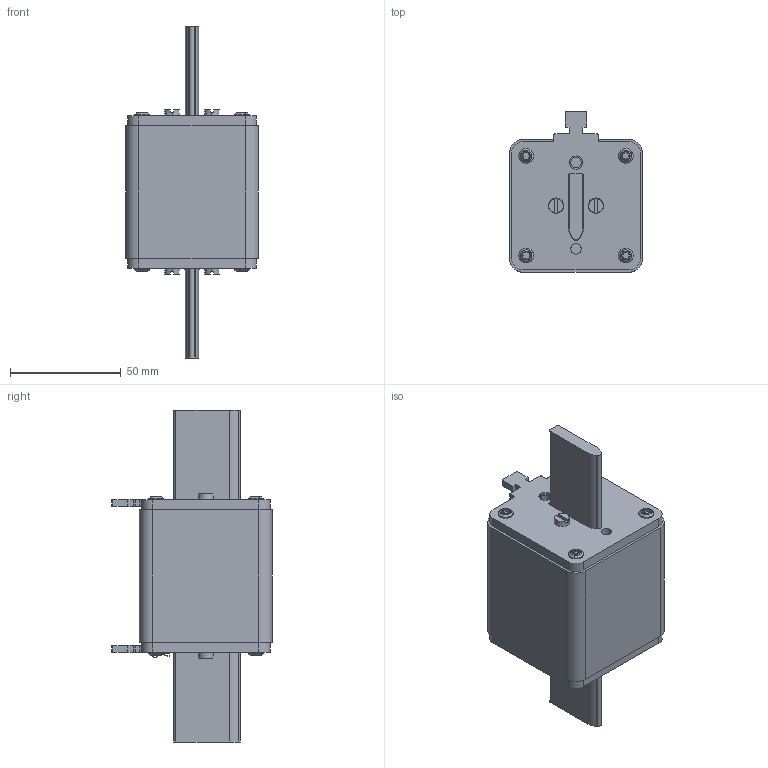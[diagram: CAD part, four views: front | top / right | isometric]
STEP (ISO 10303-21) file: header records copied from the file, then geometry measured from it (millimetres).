
FILE_DESCRIPTION((''),'2;1');
FILE_NAME('NV2_DC_1000V','2019-09-17T',('blaz.herman'),('Audax d.o.o.'),'CREO PARAMETRIC BY PTC INC, 2017480','CREO PARAMETRIC BY PTC INC, 2017480','');
FILE_SCHEMA(('CONFIG_CONTROL_DESIGN'));
Length unit declared in the file: millimetre
Products named in the file (1): NV2_DC_1000V
Bounding box: 60 x 72.5 x 150 mm (x, y, z)
Volume: 256618.2 mm3; surface area: 37406.4 mm2
Topology: 1 solids, 29 shells, 638 faces, 1633 edges, 1062 vertices
Faces by surface type: cylinder 323, plane 204, cone 72, bspline 19, sphere 16, torus 4
Entity records: 22142 total; most frequent: CARTESIAN_POINT 6235, DIRECTION 3459, ORIENTED_EDGE 3170, EDGE_CURVE 1617, AXIS2_PLACEMENT_3D 1389, VERTEX_POINT 1062, CIRCLE 769, EDGE_LOOP 703
